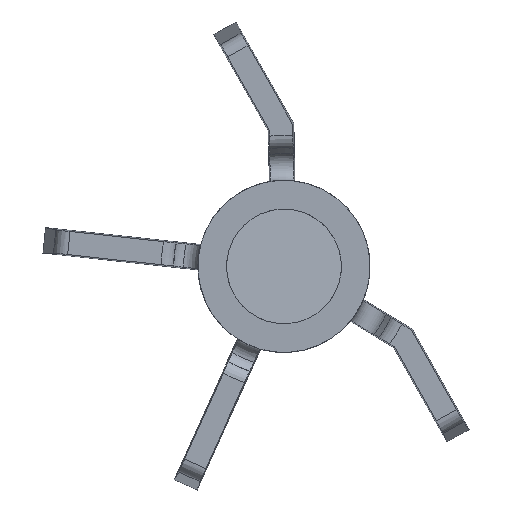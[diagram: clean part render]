
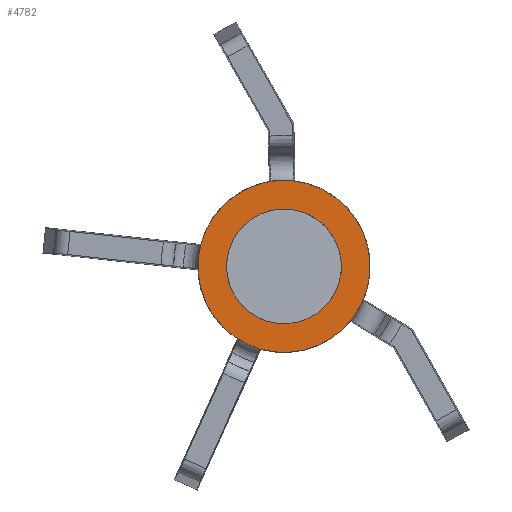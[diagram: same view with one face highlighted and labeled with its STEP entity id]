
A CAD part, front view. The second image highlights one B-rep face of the part: STEP entity #4782.
In plain terms, the highlighted planar face has unit normal (0, -1, 0).
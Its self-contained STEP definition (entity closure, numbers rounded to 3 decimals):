
#4782 = ADVANCED_FACE('',(#4783,#4811),#4796,.T.);
#4783 = FACE_BOUND('',#4784,.T.);
#4784 = EDGE_LOOP('',(#4785));
#4785 = ORIENTED_EDGE('',*,*,#4786,.T.);
#4786 = EDGE_CURVE('',#4787,#4787,#4789,.T.);
#4787 = VERTEX_POINT('',#4788);
#4788 = CARTESIAN_POINT('',(1499.723,-746.,
    1026.543));
#4789 = SURFACE_CURVE('',#4790,(#4795),.PCURVE_S1.);
#4790 = CIRCLE('',#4791,2.);
#4791 = AXIS2_PLACEMENT_3D('',#4792,#4793,#4794);
#4792 = CARTESIAN_POINT('',(1499.161,-746.,
    1024.623));
#4793 = DIRECTION('',(0.,1.,0.));
#4794 = DIRECTION('',(0.281,-0.,0.96));
#4795 = PCURVE('',#4796,#4801);
#4796 = PLANE('',#4797);
#4797 = AXIS2_PLACEMENT_3D('',#4798,#4799,#4800);
#4798 = CARTESIAN_POINT('',(1499.161,-746.,
    1024.623));
#4799 = DIRECTION('',(0.,-1.,0.));
#4800 = DIRECTION('',(0.96,0.,-0.281));
#4801 = DEFINITIONAL_REPRESENTATION('',(#4802),#4810);
#4802 = ( BOUNDED_CURVE() B_SPLINE_CURVE(2,(#4803,#4804,#4805,#4806,
#4807,#4808,#4809),.UNSPECIFIED.,.T.,.F.) B_SPLINE_CURVE_WITH_KNOTS((1,2
    ,2,2,2,1),(-2.094,0.,2.094,4.189,
6.283,8.378),.UNSPECIFIED.) CURVE() 
GEOMETRIC_REPRESENTATION_ITEM() RATIONAL_B_SPLINE_CURVE((1.,0.5,1.,0.5,
1.,0.5,1.)) REPRESENTATION_ITEM('') );
#4803 = CARTESIAN_POINT('',(0.,2.));
#4804 = CARTESIAN_POINT('',(3.464,2.));
#4805 = CARTESIAN_POINT('',(1.732,-1.));
#4806 = CARTESIAN_POINT('',(0.,-4.));
#4807 = CARTESIAN_POINT('',(-1.732,-1.));
#4808 = CARTESIAN_POINT('',(-3.464,2.));
#4809 = CARTESIAN_POINT('',(0.,2.));
#4810 = ( GEOMETRIC_REPRESENTATION_CONTEXT(2) 
PARAMETRIC_REPRESENTATION_CONTEXT() REPRESENTATION_CONTEXT('2D SPACE',''
  ) );
#4811 = FACE_BOUND('',#4812,.T.);
#4812 = EDGE_LOOP('',(#4813));
#4813 = ORIENTED_EDGE('',*,*,#4814,.F.);
#4814 = EDGE_CURVE('',#4815,#4815,#4817,.T.);
#4815 = VERTEX_POINT('',#4816);
#4816 = CARTESIAN_POINT('',(1500.003,-746.,
    1027.503));
#4817 = SURFACE_CURVE('',#4818,(#4823),.PCURVE_S1.);
#4818 = CIRCLE('',#4819,3.);
#4819 = AXIS2_PLACEMENT_3D('',#4820,#4821,#4822);
#4820 = CARTESIAN_POINT('',(1499.161,-746.,
    1024.623));
#4821 = DIRECTION('',(0.,1.,0.));
#4822 = DIRECTION('',(0.281,-0.,0.96));
#4823 = PCURVE('',#4796,#4824);
#4824 = DEFINITIONAL_REPRESENTATION('',(#4825),#4833);
#4825 = ( BOUNDED_CURVE() B_SPLINE_CURVE(2,(#4826,#4827,#4828,#4829,
#4830,#4831,#4832),.UNSPECIFIED.,.T.,.F.) B_SPLINE_CURVE_WITH_KNOTS((1,2
    ,2,2,2,1),(-2.094,0.,2.094,4.189,
6.283,8.378),.UNSPECIFIED.) CURVE() 
GEOMETRIC_REPRESENTATION_ITEM() RATIONAL_B_SPLINE_CURVE((1.,0.5,1.,0.5,
1.,0.5,1.)) REPRESENTATION_ITEM('') );
#4826 = CARTESIAN_POINT('',(0.,3.));
#4827 = CARTESIAN_POINT('',(5.196,3.));
#4828 = CARTESIAN_POINT('',(2.598,-1.5));
#4829 = CARTESIAN_POINT('',(0.,-6.));
#4830 = CARTESIAN_POINT('',(-2.598,-1.5));
#4831 = CARTESIAN_POINT('',(-5.196,3.));
#4832 = CARTESIAN_POINT('',(0.,3.));
#4833 = ( GEOMETRIC_REPRESENTATION_CONTEXT(2) 
PARAMETRIC_REPRESENTATION_CONTEXT() REPRESENTATION_CONTEXT('2D SPACE',''
  ) );
